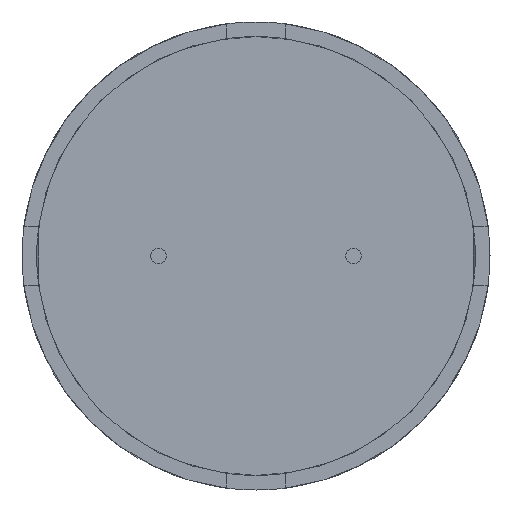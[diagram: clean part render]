
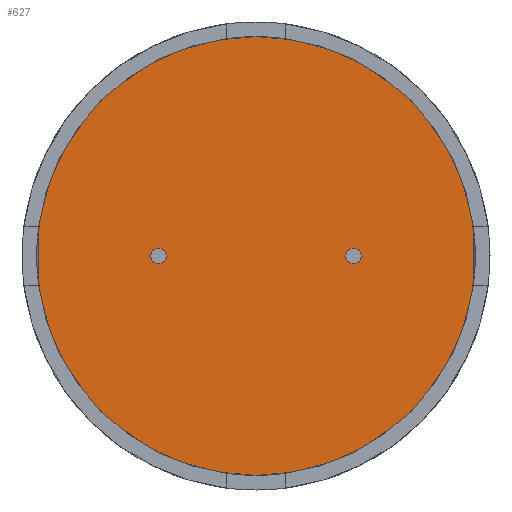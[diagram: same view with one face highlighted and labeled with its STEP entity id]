
A CAD part, front view. The second image highlights one B-rep face of the part: STEP entity #627.
In plain terms, the highlighted planar face has unit normal (0, -1, 0).
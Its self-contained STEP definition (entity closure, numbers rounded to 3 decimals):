
#40 = AXIS2_PLACEMENT_3D ( 'NONE', #352, #909, #445 ) ;
#41 = DIRECTION ( 'NONE',  ( 0., 0., 1. ) ) ;
#66 = AXIS2_PLACEMENT_3D ( 'NONE', #988, #198, #41 ) ;
#68 = VERTEX_POINT ( 'NONE', #1028 ) ;
#74 = CARTESIAN_POINT ( 'NONE',  ( 5., 0., 0.4 ) ) ;
#84 = CIRCLE ( 'NONE', #66, 0.4 ) ;
#128 = CARTESIAN_POINT ( 'NONE',  ( 0., 0., 0. ) ) ;
#141 = CIRCLE ( 'NONE', #287, 0.4 ) ;
#168 = FACE_BOUND ( 'NONE', #676, .T. ) ;
#174 = ORIENTED_EDGE ( 'NONE', *, *, #606, .F. ) ;
#198 = DIRECTION ( 'NONE',  ( 0., -1., 0. ) ) ;
#206 = DIRECTION ( 'NONE',  ( 0., 0., 1. ) ) ;
#208 = DIRECTION ( 'NONE',  ( 0., 0., 1. ) ) ;
#213 = CARTESIAN_POINT ( 'NONE',  ( 5., 0., 0. ) ) ;
#226 = CARTESIAN_POINT ( 'NONE',  ( 0., 0., 0. ) ) ;
#232 = ORIENTED_EDGE ( 'NONE', *, *, #452, .F. ) ;
#259 = EDGE_CURVE ( 'NONE', #928, #622, #993, .T. ) ;
#272 = CARTESIAN_POINT ( 'NONE',  ( -5., 0., 0.4 ) ) ;
#280 = CARTESIAN_POINT ( 'NONE',  ( -5., 0., 0. ) ) ;
#287 = AXIS2_PLACEMENT_3D ( 'NONE', #213, #780, #293 ) ;
#288 = DIRECTION ( 'NONE',  ( 0., 1., 0. ) ) ;
#293 = DIRECTION ( 'NONE',  ( 0., 0., 1. ) ) ;
#307 = DIRECTION ( 'NONE',  ( 0., 0., 1. ) ) ;
#333 = CIRCLE ( 'NONE', #429, 11.25 ) ;
#336 = AXIS2_PLACEMENT_3D ( 'NONE', #772, #288, #849 ) ;
#345 = EDGE_CURVE ( 'NONE', #707, #1006, #84, .T. ) ;
#352 = CARTESIAN_POINT ( 'NONE',  ( -5., 0., 0. ) ) ;
#375 = CARTESIAN_POINT ( 'NONE',  ( 0., 0., 11.25 ) ) ;
#378 = CIRCLE ( 'NONE', #500, 11.25 ) ;
#385 = CARTESIAN_POINT ( 'NONE',  ( -5., 0., -0.4 ) ) ;
#388 = EDGE_LOOP ( 'NONE', ( #594, #604 ) ) ;
#429 = AXIS2_PLACEMENT_3D ( 'NONE', #226, #795, #307 ) ;
#445 = DIRECTION ( 'NONE',  ( 0., 0., 1. ) ) ;
#452 = EDGE_CURVE ( 'NONE', #68, #700, #333, .T. ) ;
#500 = AXIS2_PLACEMENT_3D ( 'NONE', #128, #695, #206 ) ;
#541 = AXIS2_PLACEMENT_3D ( 'NONE', #280, #913, #208 ) ;
#594 = ORIENTED_EDGE ( 'NONE', *, *, #657, .F. ) ;
#596 = FACE_OUTER_BOUND ( 'NONE', #969, .T. ) ;
#604 = ORIENTED_EDGE ( 'NONE', *, *, #345, .F. ) ;
#606 = EDGE_CURVE ( 'NONE', #622, #928, #834, .T. ) ;
#610 = PLANE ( 'NONE',  #336 ) ;
#621 = EDGE_CURVE ( 'NONE', #700, #68, #378, .T. ) ;
#622 = VERTEX_POINT ( 'NONE', #272 ) ;
#627 = ADVANCED_FACE ( 'NONE', ( #168, #596, #981 ), #610, .F. ) ;
#657 = EDGE_CURVE ( 'NONE', #1006, #707, #141, .T. ) ;
#676 = EDGE_LOOP ( 'NONE', ( #174, #858 ) ) ;
#695 = DIRECTION ( 'NONE',  ( 0., 1., 0. ) ) ;
#700 = VERTEX_POINT ( 'NONE', #375 ) ;
#707 = VERTEX_POINT ( 'NONE', #783 ) ;
#772 = CARTESIAN_POINT ( 'NONE',  ( 0., 0., 0. ) ) ;
#780 = DIRECTION ( 'NONE',  ( 0., -1., 0. ) ) ;
#783 = CARTESIAN_POINT ( 'NONE',  ( 5., 0., -0.4 ) ) ;
#795 = DIRECTION ( 'NONE',  ( 0., 1., 0. ) ) ;
#834 = CIRCLE ( 'NONE', #40, 0.4 ) ;
#841 = ORIENTED_EDGE ( 'NONE', *, *, #621, .F. ) ;
#849 = DIRECTION ( 'NONE',  ( 0., 0., 1. ) ) ;
#858 = ORIENTED_EDGE ( 'NONE', *, *, #259, .F. ) ;
#909 = DIRECTION ( 'NONE',  ( 0., -1., 0. ) ) ;
#913 = DIRECTION ( 'NONE',  ( 0., -1., 0. ) ) ;
#928 = VERTEX_POINT ( 'NONE', #385 ) ;
#969 = EDGE_LOOP ( 'NONE', ( #841, #232 ) ) ;
#981 = FACE_BOUND ( 'NONE', #388, .T. ) ;
#988 = CARTESIAN_POINT ( 'NONE',  ( 5., 0., 0. ) ) ;
#993 = CIRCLE ( 'NONE', #541, 0.4 ) ;
#1006 = VERTEX_POINT ( 'NONE', #74 ) ;
#1028 = CARTESIAN_POINT ( 'NONE',  ( 0., 0., -11.25 ) ) ;
